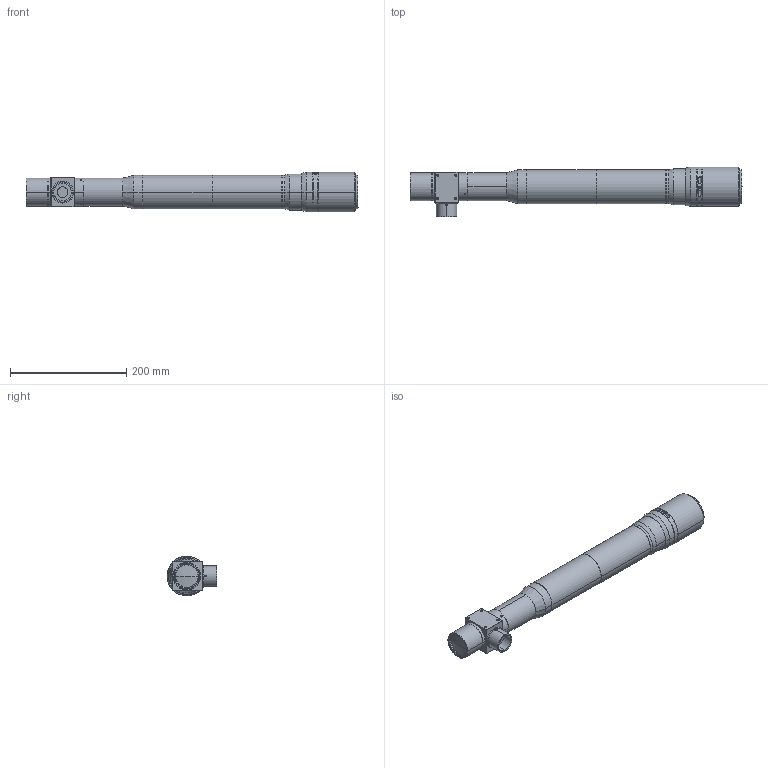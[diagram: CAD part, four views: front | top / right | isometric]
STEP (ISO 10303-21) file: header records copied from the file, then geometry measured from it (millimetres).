
FILE_DESCRIPTION((''),'2;1');
FILE_NAME('TC500078A_ASM','2021-07-29T',('Administrator'),(''),'PRO/ENGINEER BY PARAMETRIC TECHNOLOGY CORPORATION, 2014320','PRO/ENGINEER BY PARAMETRIC TECHNOLOGY CORPORATION, 2014320','');
FILE_SCHEMA(('CONFIG_CONTROL_DESIGN','SHAPE_APPEARANCE_LAYERS_GROUPS'));
Length unit declared in the file: millimetre
Products named in the file (1): TC500078A_ASM
Bounding box: 571.62 x 86 x 68.35 mm (x, y, z)
Volume: 603146.4 mm3; surface area: 228981.2 mm2
Topology: 1 solids, 15 shells, 1061 faces, 2591 edges, 1642 vertices
Faces by surface type: plane 374, cylinder 238, extrusion 216, cone 213, bspline 14, sphere 4, torus 2
Entity records: 37856 total; most frequent: CARTESIAN_POINT 11518, ORIENTED_EDGE 5158, DIRECTION 4657, EDGE_CURVE 2579, VERTEX_POINT 1642, AXIS2_PLACEMENT_3D 1553, VECTOR 1551, LINE 1335
